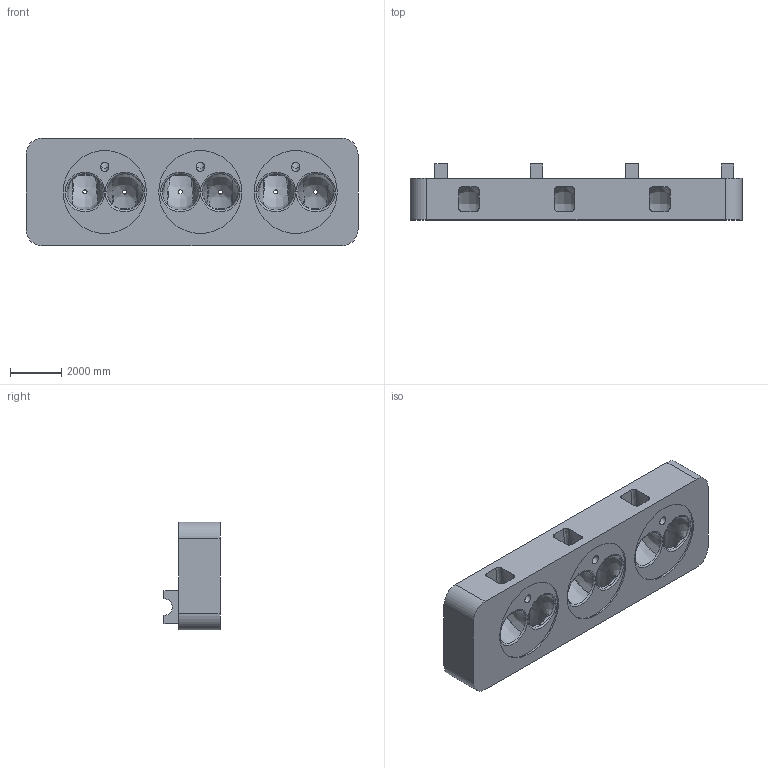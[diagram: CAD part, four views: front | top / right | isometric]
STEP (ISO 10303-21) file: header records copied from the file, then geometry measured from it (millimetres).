
FILE_DESCRIPTION((''),'2;1');
FILE_NAME('CYLINDER_HEAD','2026-01-05T14:44:23',('H576696'),('Honeywell International Inc.'),'CREO PARAMETRIC BY PTC INC, 2023134','CREO PARAMETRIC BY PTC INC, 2023134','');
FILE_SCHEMA(('AUTOMOTIVE_DESIGN { 1 0 10303 214 1 1 1 1 }'));
Length unit declared in the file: inch
Products named in the file (1): CYLINDER_HEAD
Bounding box: 12903.2 x 2177.54 x 4193.54 mm (x, y, z)
Volume: 66424462848.9 mm3; surface area: 228724457.9 mm2
Topology: 1 solids, 1 shells, 272 faces, 657 edges, 402 vertices
Faces by surface type: bspline 120, cylinder 78, plane 62, torus 12
Entity records: 13789 total; most frequent: CARTESIAN_POINT 8049, ORIENTED_EDGE 1290, DIRECTION 912, EDGE_CURVE 645, VERTEX_POINT 402, AXIS2_PLACEMENT_3D 375, EDGE_LOOP 335, FACE_OUTER_BOUND 272
